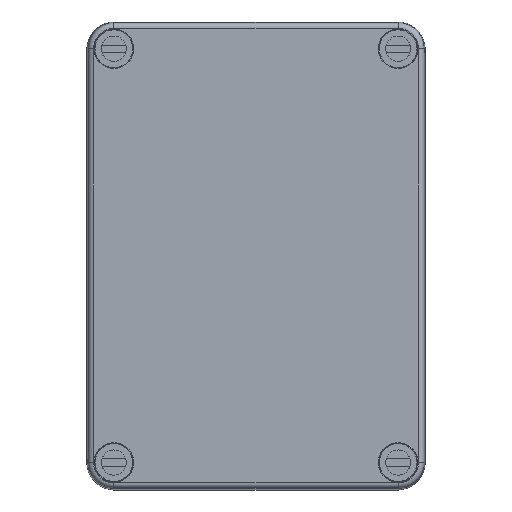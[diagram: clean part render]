
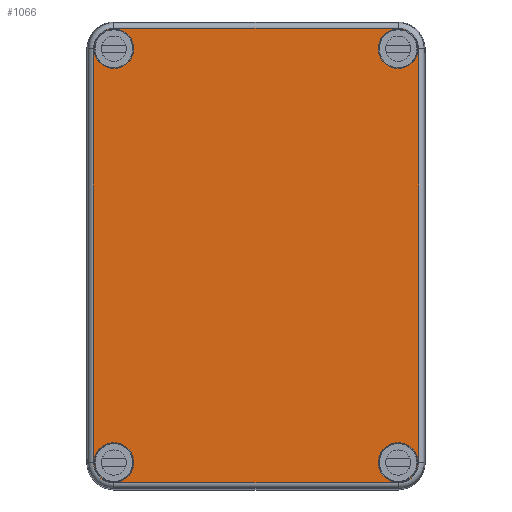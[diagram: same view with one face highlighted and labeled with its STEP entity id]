
A CAD part, top view. The second image highlights one B-rep face of the part: STEP entity #1066.
In plain terms, the highlighted planar face has unit normal (0, 0, 1).
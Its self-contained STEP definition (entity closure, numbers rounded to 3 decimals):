
#1066 = ADVANCED_FACE( '', ( #2587, #2588, #2589, #2590, #2591 ), #2592, .F. );
#2587 = FACE_BOUND( '', #4680, .T. );
#2588 = FACE_BOUND( '', #4681, .T. );
#2589 = FACE_BOUND( '', #4682, .T. );
#2590 = FACE_BOUND( '', #4683, .T. );
#2591 = FACE_OUTER_BOUND( '', #4684, .T. );
#2592 = PLANE( '', #4685 );
#4680 = EDGE_LOOP( '', ( #7557 ) );
#4681 = EDGE_LOOP( '', ( #7558 ) );
#4682 = EDGE_LOOP( '', ( #7559 ) );
#4683 = EDGE_LOOP( '', ( #7560 ) );
#4684 = EDGE_LOOP( '', ( #7561, #7562, #7563, #7564, #7565, #7566, #7567, #7568 ) );
#4685 = AXIS2_PLACEMENT_3D( '', #7569, #7570, #7571 );
#7557 = ORIENTED_EDGE( '', *, *, #12111, .F. );
#7558 = ORIENTED_EDGE( '', *, *, #12161, .F. );
#7559 = ORIENTED_EDGE( '', *, *, #12787, .F. );
#7560 = ORIENTED_EDGE( '', *, *, #12788, .F. );
#7561 = ORIENTED_EDGE( '', *, *, #12789, .T. );
#7562 = ORIENTED_EDGE( '', *, *, #12790, .F. );
#7563 = ORIENTED_EDGE( '', *, *, #12791, .T. );
#7564 = ORIENTED_EDGE( '', *, *, #12729, .T. );
#7565 = ORIENTED_EDGE( '', *, *, #12557, .F. );
#7566 = ORIENTED_EDGE( '', *, *, #12792, .T. );
#7567 = ORIENTED_EDGE( '', *, *, #12793, .F. );
#7568 = ORIENTED_EDGE( '', *, *, #12083, .F. );
#7569 = CARTESIAN_POINT( '', ( -45.173, 57.5, 39. ) );
#7570 = DIRECTION( '', ( 0., 0., -1. ) );
#7571 = DIRECTION( '', ( -1., 0., 0. ) );
#12083 = EDGE_CURVE( '', #14359, #14354, #14361, .T. );
#12111 = EDGE_CURVE( '', #14408, #14408, #14409, .T. );
#12161 = EDGE_CURVE( '', #14497, #14497, #14498, .T. );
#12557 = EDGE_CURVE( '', #15180, #15182, #15183, .T. );
#12729 = EDGE_CURVE( '', #15467, #15182, #15468, .T. );
#12787 = EDGE_CURVE( '', #15559, #15559, #15560, .T. );
#12788 = EDGE_CURVE( '', #15561, #15561, #15562, .T. );
#12789 = EDGE_CURVE( '', #14359, #15563, #15564, .T. );
#12790 = EDGE_CURVE( '', #15565, #15563, #15566, .T. );
#12791 = EDGE_CURVE( '', #15565, #15467, #15567, .T. );
#12792 = EDGE_CURVE( '', #15180, #15568, #15569, .T. );
#12793 = EDGE_CURVE( '', #14354, #15568, #15570, .T. );
#14354 = VERTEX_POINT( '', #17698 );
#14359 = VERTEX_POINT( '', #17704 );
#14361 = LINE( '', #17706, #17707 );
#14408 = VERTEX_POINT( '', #17765 );
#14409 = CIRCLE( '', #17766, 5.5 );
#14497 = VERTEX_POINT( '', #17910 );
#14498 = CIRCLE( '', #17911, 5.5 );
#15180 = VERTEX_POINT( '', #18790 );
#15182 = VERTEX_POINT( '', #18792 );
#15183 = CIRCLE( '', #18793, 5.673 );
#15467 = VERTEX_POINT( '', #19172 );
#15468 = LINE( '', #19173, #19174 );
#15559 = VERTEX_POINT( '', #19299 );
#15560 = CIRCLE( '', #19300, 5.5 );
#15561 = VERTEX_POINT( '', #19301 );
#15562 = CIRCLE( '', #19302, 5.5 );
#15563 = VERTEX_POINT( '', #19303 );
#15564 = CIRCLE( '', #19304, 5.673 );
#15565 = VERTEX_POINT( '', #19305 );
#15566 = LINE( '', #19306, #19307 );
#15567 = CIRCLE( '', #19308, 5.673 );
#15568 = VERTEX_POINT( '', #19309 );
#15569 = LINE( '', #19310, #19311 );
#15570 = CIRCLE( '', #19312, 5.673 );
#17698 = CARTESIAN_POINT( '', ( -39.5, -63.173, 39. ) );
#17704 = CARTESIAN_POINT( '', ( 39.5, -63.173, 39. ) );
#17706 = CARTESIAN_POINT( '', ( 39.5, -63.173, 39. ) );
#17707 = VECTOR( '', #22082, 1000. );
#17765 = CARTESIAN_POINT( '', ( -34., -57.5, 39. ) );
#17766 = AXIS2_PLACEMENT_3D( '', #22121, #22122, #22123 );
#17910 = CARTESIAN_POINT( '', ( 45., -57.5, 39. ) );
#17911 = AXIS2_PLACEMENT_3D( '', #22192, #22193, #22194 );
#18790 = CARTESIAN_POINT( '', ( -45.173, 57.5, 39. ) );
#18792 = CARTESIAN_POINT( '', ( -39.5, 63.173, 39. ) );
#18793 = AXIS2_PLACEMENT_3D( '', #22764, #22765, #22766 );
#19172 = CARTESIAN_POINT( '', ( 39.5, 63.173, 39. ) );
#19173 = CARTESIAN_POINT( '', ( 39.5, 63.173, 39. ) );
#19174 = VECTOR( '', #22973, 1000. );
#19299 = CARTESIAN_POINT( '', ( -34., 57.5, 39. ) );
#19300 = AXIS2_PLACEMENT_3D( '', #23041, #23042, #23043 );
#19301 = CARTESIAN_POINT( '', ( 45., 57.5, 39. ) );
#19302 = AXIS2_PLACEMENT_3D( '', #23044, #23045, #23046 );
#19303 = CARTESIAN_POINT( '', ( 45.173, -57.5, 39. ) );
#19304 = AXIS2_PLACEMENT_3D( '', #23047, #23048, #23049 );
#19305 = CARTESIAN_POINT( '', ( 45.173, 57.5, 39. ) );
#19306 = CARTESIAN_POINT( '', ( 45.173, 57.5, 39. ) );
#19307 = VECTOR( '', #23050, 1000. );
#19308 = AXIS2_PLACEMENT_3D( '', #23051, #23052, #23053 );
#19309 = CARTESIAN_POINT( '', ( -45.173, -57.5, 39. ) );
#19310 = CARTESIAN_POINT( '', ( -45.173, 57.5, 39. ) );
#19311 = VECTOR( '', #23054, 1000. );
#19312 = AXIS2_PLACEMENT_3D( '', #23055, #23056, #23057 );
#22082 = DIRECTION( '', ( -1., 0., 0. ) );
#22121 = CARTESIAN_POINT( '', ( -39.5, -57.5, 39. ) );
#22122 = DIRECTION( '', ( 0., 0., 1. ) );
#22123 = DIRECTION( '', ( 1., 0., 0. ) );
#22192 = CARTESIAN_POINT( '', ( 39.5, -57.5, 39. ) );
#22193 = DIRECTION( '', ( 0., 0., 1. ) );
#22194 = DIRECTION( '', ( 1., 0., 0. ) );
#22764 = CARTESIAN_POINT( '', ( -39.5, 57.5, 39. ) );
#22765 = DIRECTION( '', ( 0., 0., -1. ) );
#22766 = DIRECTION( '', ( -1., 0., 0. ) );
#22973 = DIRECTION( '', ( -1., 0., 0. ) );
#23041 = CARTESIAN_POINT( '', ( -39.5, 57.5, 39. ) );
#23042 = DIRECTION( '', ( 0., 0., 1. ) );
#23043 = DIRECTION( '', ( 1., 0., 0. ) );
#23044 = CARTESIAN_POINT( '', ( 39.5, 57.5, 39. ) );
#23045 = DIRECTION( '', ( 0., 0., 1. ) );
#23046 = DIRECTION( '', ( 1., 0., 0. ) );
#23047 = CARTESIAN_POINT( '', ( 39.5, -57.5, 39. ) );
#23048 = DIRECTION( '', ( 0., 0., 1. ) );
#23049 = DIRECTION( '', ( 1., 0., 0. ) );
#23050 = DIRECTION( '', ( 0., -1., 0. ) );
#23051 = CARTESIAN_POINT( '', ( 39.5, 57.5, 39. ) );
#23052 = DIRECTION( '', ( 0., 0., 1. ) );
#23053 = DIRECTION( '', ( 1., 0., 0. ) );
#23054 = DIRECTION( '', ( 0., -1., 0. ) );
#23055 = CARTESIAN_POINT( '', ( -39.5, -57.5, 39. ) );
#23056 = DIRECTION( '', ( 0., 0., -1. ) );
#23057 = DIRECTION( '', ( -1., 0., 0. ) );
